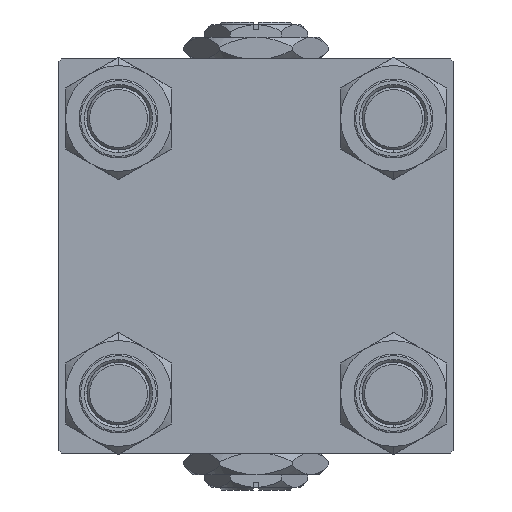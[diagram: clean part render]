
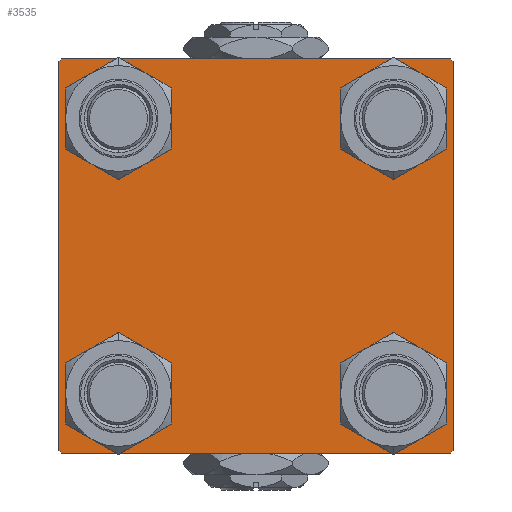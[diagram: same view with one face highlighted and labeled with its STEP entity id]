
A CAD part, left-side view. The second image highlights one B-rep face of the part: STEP entity #3535.
In plain terms, the highlighted planar face has unit normal (-1, 0, 0).
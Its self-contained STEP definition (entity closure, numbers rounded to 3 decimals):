
#737 = CARTESIAN_POINT ( 'NONE',  ( 0., 37.5, -37.5 ) ) ;
#1730 = CARTESIAN_POINT ( 'NONE',  ( 0., 26.15, -32.65 ) ) ;
#2709 = VERTEX_POINT ( 'NONE', #43252 ) ;
#2848 = FACE_BOUND ( 'NONE', #47491, .T. ) ;
#3108 = CIRCLE ( 'NONE', #9877, 6.5 ) ;
#3535 = ADVANCED_FACE ( 'NONE', ( #31377, #7331, #51735, #2848, #39825 ), #35591, .T. ) ;
#3730 = EDGE_CURVE ( 'NONE', #42308, #42868, #45087, .T. ) ;
#3885 = EDGE_CURVE ( 'NONE', #28691, #2709, #24409, .T. ) ;
#3930 = CARTESIAN_POINT ( 'NONE',  ( 0., 37., 37.5 ) ) ;
#4289 = DIRECTION ( 'NONE',  ( 1., 0., 0. ) ) ;
#4840 = ORIENTED_EDGE ( 'NONE', *, *, #41301, .T. ) ;
#4882 = CARTESIAN_POINT ( 'NONE',  ( 0., -26.15, 32.65 ) ) ;
#5296 = CARTESIAN_POINT ( 'NONE',  ( 0., 37.5, -37. ) ) ;
#5501 = CARTESIAN_POINT ( 'NONE',  ( 0., -37.25, 37.25 ) ) ;
#6501 = EDGE_CURVE ( 'NONE', #42081, #38337, #47358, .T. ) ;
#6657 = VERTEX_POINT ( 'NONE', #3930 ) ;
#6779 = CARTESIAN_POINT ( 'NONE',  ( 0., -26.15, 26.15 ) ) ;
#7331 = FACE_BOUND ( 'NONE', #40792, .T. ) ;
#8370 = VERTEX_POINT ( 'NONE', #1730 ) ;
#8481 = DIRECTION ( 'NONE',  ( 0., 0., -1. ) ) ;
#8880 = ORIENTED_EDGE ( 'NONE', *, *, #27788, .T. ) ;
#8925 = CIRCLE ( 'NONE', #21573, 6.5 ) ;
#9277 = EDGE_CURVE ( 'NONE', #8370, #11536, #33932, .T. ) ;
#9540 = DIRECTION ( 'NONE',  ( 1., 0., 0. ) ) ;
#9726 = LINE ( 'NONE', #5501, #17042 ) ;
#9877 = AXIS2_PLACEMENT_3D ( 'NONE', #35811, #40552, #40031 ) ;
#10082 = CARTESIAN_POINT ( 'NONE',  ( 0., 37.25, 37.25 ) ) ;
#10554 = CARTESIAN_POINT ( 'NONE',  ( 0., -26.15, -26.15 ) ) ;
#10755 = EDGE_CURVE ( 'NONE', #2709, #42308, #40886, .T. ) ;
#11061 = CARTESIAN_POINT ( 'NONE',  ( 0., -26.15, -19.65 ) ) ;
#11154 = CARTESIAN_POINT ( 'NONE',  ( 0., 37.5, 37.5 ) ) ;
#11536 = VERTEX_POINT ( 'NONE', #19578 ) ;
#12863 = DIRECTION ( 'NONE',  ( 0., -1., 0. ) ) ;
#13140 = DIRECTION ( 'NONE',  ( 1., 0., 0. ) ) ;
#13564 = VERTEX_POINT ( 'NONE', #30331 ) ;
#13658 = AXIS2_PLACEMENT_3D ( 'NONE', #10554, #21682, #13754 ) ;
#13683 = DIRECTION ( 'NONE',  ( 0., 0.707, 0.707 ) ) ;
#13719 = VECTOR ( 'NONE', #12863, 1000. ) ;
#13754 = DIRECTION ( 'NONE',  ( 0., 0., 1. ) ) ;
#14457 = AXIS2_PLACEMENT_3D ( 'NONE', #33047, #9540, #49177 ) ;
#14506 = CARTESIAN_POINT ( 'NONE',  ( 0., 37.5, 37. ) ) ;
#14666 = AXIS2_PLACEMENT_3D ( 'NONE', #6779, #51430, #22888 ) ;
#15227 = EDGE_CURVE ( 'NONE', #39828, #23466, #49101, .T. ) ;
#15416 = CARTESIAN_POINT ( 'NONE',  ( 0., -26.15, -26.15 ) ) ;
#15665 = DIRECTION ( 'NONE',  ( 1., 0., 0. ) ) ;
#15923 = DIRECTION ( 'NONE',  ( 0., 0., 1. ) ) ;
#16413 = LINE ( 'NONE', #48649, #31965 ) ;
#16427 = EDGE_LOOP ( 'NONE', ( #48627, #41566 ) ) ;
#17042 = VECTOR ( 'NONE', #13683, 1000. ) ;
#18025 = DIRECTION ( 'NONE',  ( 0., 0.707, -0.707 ) ) ;
#18320 = ORIENTED_EDGE ( 'NONE', *, *, #44098, .F. ) ;
#19067 = ORIENTED_EDGE ( 'NONE', *, *, #3885, .T. ) ;
#19578 = CARTESIAN_POINT ( 'NONE',  ( 0., 26.15, -19.65 ) ) ;
#19749 = CARTESIAN_POINT ( 'NONE',  ( 0., -37.5, -37. ) ) ;
#21059 = VECTOR ( 'NONE', #40806, 1000. ) ;
#21452 = ORIENTED_EDGE ( 'NONE', *, *, #34729, .T. ) ;
#21573 = AXIS2_PLACEMENT_3D ( 'NONE', #48432, #4289, #43938 ) ;
#21682 = DIRECTION ( 'NONE',  ( 1., 0., 0. ) ) ;
#22829 = DIRECTION ( 'NONE',  ( 0., 0., 1. ) ) ;
#22888 = DIRECTION ( 'NONE',  ( 0., 0., 1. ) ) ;
#23177 = CARTESIAN_POINT ( 'NONE',  ( 0., 0., 0. ) ) ;
#23466 = VERTEX_POINT ( 'NONE', #29258 ) ;
#23563 = EDGE_CURVE ( 'NONE', #38337, #42081, #23931, .T. ) ;
#23931 = CIRCLE ( 'NONE', #14666, 6.5 ) ;
#24323 = ORIENTED_EDGE ( 'NONE', *, *, #47512, .F. ) ;
#24409 = LINE ( 'NONE', #48984, #21059 ) ;
#25247 = VERTEX_POINT ( 'NONE', #26698 ) ;
#25977 = ORIENTED_EDGE ( 'NONE', *, *, #10755, .T. ) ;
#26082 = VERTEX_POINT ( 'NONE', #14506 ) ;
#26690 = ORIENTED_EDGE ( 'NONE', *, *, #48451, .T. ) ;
#26698 = CARTESIAN_POINT ( 'NONE',  ( 0., 26.15, 19.65 ) ) ;
#26854 = CIRCLE ( 'NONE', #30243, 6.5 ) ;
#27661 = DIRECTION ( 'NONE',  ( -1., 0., 0. ) ) ;
#27788 = EDGE_CURVE ( 'NONE', #23466, #39828, #31709, .T. ) ;
#27812 = EDGE_CURVE ( 'NONE', #13564, #25247, #8925, .T. ) ;
#28076 = CARTESIAN_POINT ( 'NONE',  ( 0., 26.15, -26.15 ) ) ;
#28120 = EDGE_LOOP ( 'NONE', ( #4840, #19067, #25977, #36768, #24323, #26690, #18320, #28306 ) ) ;
#28306 = ORIENTED_EDGE ( 'NONE', *, *, #50275, .T. ) ;
#28691 = VERTEX_POINT ( 'NONE', #5296 ) ;
#29258 = CARTESIAN_POINT ( 'NONE',  ( 0., -26.15, -32.65 ) ) ;
#29516 = AXIS2_PLACEMENT_3D ( 'NONE', #23177, #27661, #51197 ) ;
#30071 = ORIENTED_EDGE ( 'NONE', *, *, #27812, .T. ) ;
#30243 = AXIS2_PLACEMENT_3D ( 'NONE', #28076, #15665, #39713 ) ;
#30331 = CARTESIAN_POINT ( 'NONE',  ( 0., 26.15, 32.65 ) ) ;
#30380 = VECTOR ( 'NONE', #44302, 1000. ) ;
#30416 = LINE ( 'NONE', #10082, #37367 ) ;
#31377 = FACE_BOUND ( 'NONE', #16427, .T. ) ;
#31709 = CIRCLE ( 'NONE', #43503, 6.5 ) ;
#31965 = VECTOR ( 'NONE', #8481, 1000. ) ;
#32147 = VECTOR ( 'NONE', #42410, 1000. ) ;
#33047 = CARTESIAN_POINT ( 'NONE',  ( 0., -26.15, 26.15 ) ) ;
#33086 = AXIS2_PLACEMENT_3D ( 'NONE', #49350, #13140, #22829 ) ;
#33932 = CIRCLE ( 'NONE', #33086, 6.5 ) ;
#34721 = LINE ( 'NONE', #50861, #32147 ) ;
#34729 = EDGE_CURVE ( 'NONE', #25247, #13564, #3108, .T. ) ;
#35591 = PLANE ( 'NONE',  #29516 ) ;
#35811 = CARTESIAN_POINT ( 'NONE',  ( 0., 26.15, 26.15 ) ) ;
#36108 = ORIENTED_EDGE ( 'NONE', *, *, #37726, .T. ) ;
#36394 = CARTESIAN_POINT ( 'NONE',  ( 0., -37., 37.5 ) ) ;
#36635 = CARTESIAN_POINT ( 'NONE',  ( 0., -26.15, 19.65 ) ) ;
#36768 = ORIENTED_EDGE ( 'NONE', *, *, #3730, .T. ) ;
#37367 = VECTOR ( 'NONE', #18025, 1000. ) ;
#37726 = EDGE_CURVE ( 'NONE', #11536, #8370, #26854, .T. ) ;
#38337 = VERTEX_POINT ( 'NONE', #4882 ) ;
#38910 = LINE ( 'NONE', #11154, #49786 ) ;
#39304 = EDGE_LOOP ( 'NONE', ( #36108, #46095 ) ) ;
#39713 = DIRECTION ( 'NONE',  ( 0., 0., 1. ) ) ;
#39825 = FACE_OUTER_BOUND ( 'NONE', #28120, .T. ) ;
#39828 = VERTEX_POINT ( 'NONE', #11061 ) ;
#40031 = DIRECTION ( 'NONE',  ( 0., 0., 1. ) ) ;
#40176 = ORIENTED_EDGE ( 'NONE', *, *, #15227, .T. ) ;
#40552 = DIRECTION ( 'NONE',  ( 1., 0., 0. ) ) ;
#40792 = EDGE_LOOP ( 'NONE', ( #40176, #8880 ) ) ;
#40806 = DIRECTION ( 'NONE',  ( 0., -0.707, -0.707 ) ) ;
#40886 = LINE ( 'NONE', #737, #13719 ) ;
#41301 = EDGE_CURVE ( 'NONE', #26082, #28691, #16413, .T. ) ;
#41566 = ORIENTED_EDGE ( 'NONE', *, *, #6501, .T. ) ;
#41910 = CARTESIAN_POINT ( 'NONE',  ( 0., -37.5, 37. ) ) ;
#42081 = VERTEX_POINT ( 'NONE', #36635 ) ;
#42203 = VERTEX_POINT ( 'NONE', #41910 ) ;
#42308 = VERTEX_POINT ( 'NONE', #42686 ) ;
#42410 = DIRECTION ( 'NONE',  ( 0., 0., -1. ) ) ;
#42686 = CARTESIAN_POINT ( 'NONE',  ( 0., -37., -37.5 ) ) ;
#42868 = VERTEX_POINT ( 'NONE', #19749 ) ;
#43252 = CARTESIAN_POINT ( 'NONE',  ( 0., 37., -37.5 ) ) ;
#43503 = AXIS2_PLACEMENT_3D ( 'NONE', #15416, #44452, #15923 ) ;
#43938 = DIRECTION ( 'NONE',  ( 0., 0., 1. ) ) ;
#44098 = EDGE_CURVE ( 'NONE', #6657, #45998, #38910, .T. ) ;
#44302 = DIRECTION ( 'NONE',  ( 0., -0.707, 0.707 ) ) ;
#44452 = DIRECTION ( 'NONE',  ( 1., 0., 0. ) ) ;
#45087 = LINE ( 'NONE', #52236, #30380 ) ;
#45998 = VERTEX_POINT ( 'NONE', #36394 ) ;
#46095 = ORIENTED_EDGE ( 'NONE', *, *, #9277, .T. ) ;
#47358 = CIRCLE ( 'NONE', #14457, 6.5 ) ;
#47491 = EDGE_LOOP ( 'NONE', ( #30071, #21452 ) ) ;
#47512 = EDGE_CURVE ( 'NONE', #42203, #42868, #34721, .T. ) ;
#48432 = CARTESIAN_POINT ( 'NONE',  ( 0., 26.15, 26.15 ) ) ;
#48451 = EDGE_CURVE ( 'NONE', #42203, #45998, #9726, .T. ) ;
#48627 = ORIENTED_EDGE ( 'NONE', *, *, #23563, .T. ) ;
#48649 = CARTESIAN_POINT ( 'NONE',  ( 0., 37.5, 37.5 ) ) ;
#48984 = CARTESIAN_POINT ( 'NONE',  ( 0., 37.25, -37.25 ) ) ;
#49101 = CIRCLE ( 'NONE', #13658, 6.5 ) ;
#49177 = DIRECTION ( 'NONE',  ( 0., 0., 1. ) ) ;
#49350 = CARTESIAN_POINT ( 'NONE',  ( 0., 26.15, -26.15 ) ) ;
#49786 = VECTOR ( 'NONE', #51586, 1000. ) ;
#50275 = EDGE_CURVE ( 'NONE', #6657, #26082, #30416, .T. ) ;
#50861 = CARTESIAN_POINT ( 'NONE',  ( 0., -37.5, 37.5 ) ) ;
#51197 = DIRECTION ( 'NONE',  ( 0., 0., 1. ) ) ;
#51430 = DIRECTION ( 'NONE',  ( 1., 0., 0. ) ) ;
#51586 = DIRECTION ( 'NONE',  ( 0., -1., 0. ) ) ;
#51735 = FACE_BOUND ( 'NONE', #39304, .T. ) ;
#52236 = CARTESIAN_POINT ( 'NONE',  ( 0., -37.25, -37.25 ) ) ;
